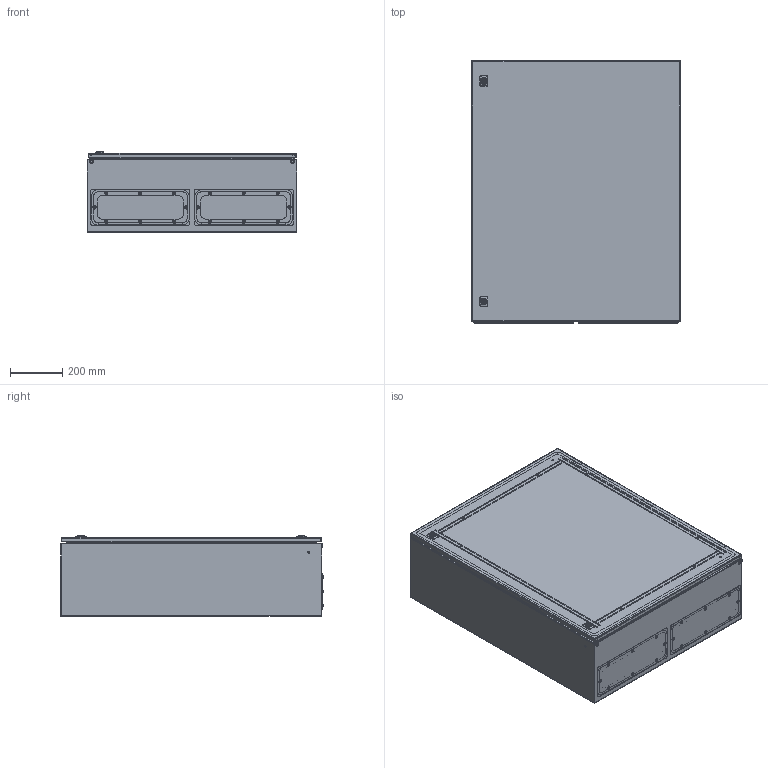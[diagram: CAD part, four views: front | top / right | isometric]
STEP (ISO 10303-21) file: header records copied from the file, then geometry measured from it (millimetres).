
FILE_DESCRIPTION (( 'STEP AP203' ), '1' );
FILE_NAME ('AT-1070.step', '2009-09-28T10:10:35', ( '' ), ( '' ), 'SwSTEP 2.0', 'SolidWorks 2007', '' );
FILE_SCHEMA (( 'CONFIG_CONTROL_DESIGN' ));
Products named in the file (39): ENG-001739_DIN 7983 4,8 x 9,5; ENG-000963_M5 X 0.8 (6MM LONG); ENG-00045A_Normal; ENG-001755_1242; 060620061404_03U15-018; ENGB-000201_510; ENG-000138_M6x20; ENG-000806_03E31-018-01; ENG-000125_Standard; ENG-000020_Standard; ENG-000093_Standard; ENG-000128_Standard; 1000-160-1_Standard; AT-1070; ENG-000876_DIN 934 M8; ENG-000884_M8; ENG-001403_03B15-018; ENG-005950_6mm; ENG-000138_M8x25; A-GEH_USE_VH_03E15-018-01 AT-1070; ENG-000872_ohne Deckelteil; ENG-000268_509; ENG-001754_132; ENG-000732_03E20-018-01; ENG-000754_03B30-018; ENG-000098_M6; 040520061108_03U30-018; ENG-000169_508; ENG-000929_LS-894; ENG-000929_LS-661; ENG-000129_SV-5326 (90Grad gedr.); ENG-000021_Standard; ENG-000092_Standard; ENG-000127_Standard; ENG-000126_Standard; 040520061415_800 x 1000; ENG-001424_03B00-000; ENG-000928_03E00-000-01; 10042007081850_Standard
Assembly tree (107 placements, depth 6):
  AT-1070
    ENG-001739_DIN 7983 4,8 x 9,5  x16
    ENG-000884_M8  x8
    ENG-000754_03B30-018
      ENG-000129_SV-5326 (90Grad gedr.)  x2
        ENG-000126_Standard
        ENG-000128_Standard
        ENG-000125_Standard
          ENG-000020_Standard
          ENG-000093_Standard
            ENG-000021_Standard
            ENG-000092_Standard
        1000-160-1_Standard
        ENG-000127_Standard
      ENG-000098_M6  x8
      ENG-000929_LS-894  x2
      ENG-000929_LS-661  x2
      040520061108_03U30-018
        ENG-000138_M6x20  x10
        ENG-000806_03E31-018-01
        ENG-000169_508  x3
      040520061415_800 x 1000
    ENG-000876_DIN 934 M8  x8
    ENG-001424_03B00-000  x2
      10042007081850_Standard
      ENG-000928_03E00-000-01
    ENG-000732_03E20-018-01
    ENG-001403_03B15-018
      ENG-005950_6mm  x6
        ENG-00045A_Normal
        ENG-000963_M5 X 0.8 (6MM LONG)
      ENG-001755_1242  x6
      ENG-001754_132  x2
      ENG-000872_ohne Deckelteil  x3
        ENGB-000201_510
        ENG-000268_509
      060620061404_03U15-018
        ENG-000138_M8x25  x4
        ENG-000138_M6x20  x2
        A-GEH_USE_VH_03E15-018-01 AT-1070
Bounding box: 800 x 1005.47 x 307.49 mm (x, y, z)
Volume: 6511381.1 mm3; surface area: 7641515.9 mm2
Topology: 111 solids, 111 shells, 3401 faces, 8586 edges, 5454 vertices
Faces by surface type: plane 1404, cylinder 1017, cone 470, bspline 304, torus 158, sphere 48
Entity records: 55252 total; most frequent: CARTESIAN_POINT 16296, DIRECTION 6880, ORIENTED_EDGE 6832, EDGE_CURVE 3416, AXIS2_PLACEMENT_3D 2602, VERTEX_POINT 2176, EDGE_LOOP 1684, VECTOR 1676
